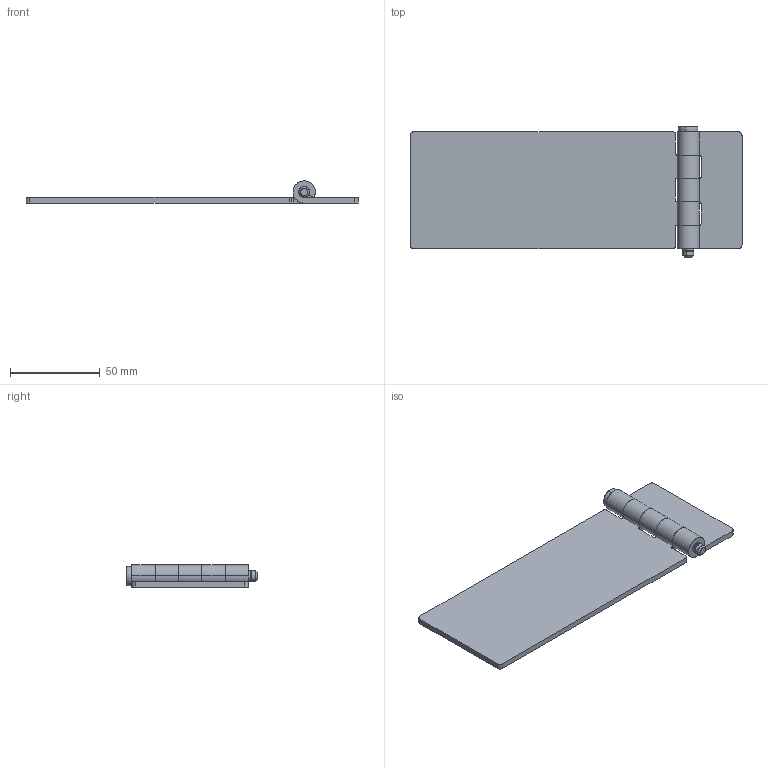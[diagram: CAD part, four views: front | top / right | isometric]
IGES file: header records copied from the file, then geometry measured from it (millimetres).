
Start section: SolidWorks IGES file using analytic representation for surfaces
Global section: file name: TH_67_1.IGS,15HSolidWorks; native system: 2015; preprocessor: SolidWorks 2015; author: Yoshitsune; date: 150522.094940; units: millimetre
Bounding box: 185 x 73 x 12.4 mm (x, y, z)
Surface area: 30722.3 mm2 (no closed solid volume)
Topology: 0 solids, 0 shells, 87 faces, 1384 edges, 1384 vertices
Faces by surface type: revolution 54, bspline 33
